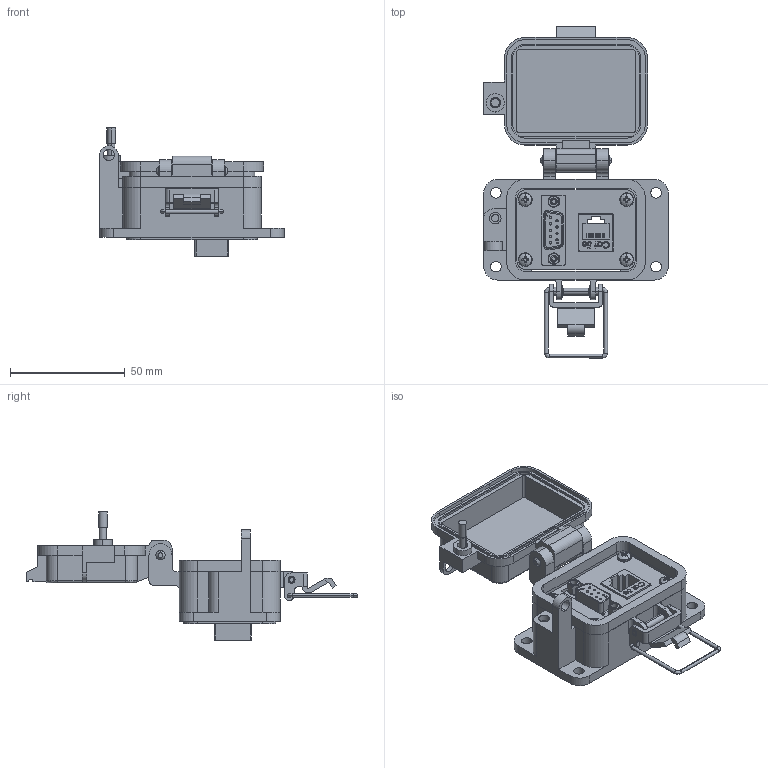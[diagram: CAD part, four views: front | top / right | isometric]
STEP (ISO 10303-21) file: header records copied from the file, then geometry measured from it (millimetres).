
FILE_DESCRIPTION (( 'STEP AP203' ), '1' );
FILE_NAME ('P-Q3R2-B3RX_3D.STEP', '2021-02-02T16:12:28', ( '' ), ( '' ), 'SwSTEP 2.0', 'SolidWorks 2019', '' );
FILE_SCHEMA (( 'CONFIG_CONTROL_DESIGN' ));
Length unit declared in the file: millimetre
Products named in the file (11): P-Q3R2-B3RX_BP240_1; P-Q3R2-B3RX_3D; Q3; Z-300-RJ45CAT5; 92005A124_METRIC PAN HEAD PHILLIPS MACHINE SCREW_92005A124; -B3; P-Q3R2-B3RX_TP060_1; Z-H-B3_B; P-Q3R2-B3RX_FP060_1; Z-000-4243316TFP; R2
Assembly tree (14 placements, depth 3):
  P-Q3R2-B3RX_3D
    P-Q3R2-B3RX_BP240_1
    P-Q3R2-B3RX_TP060_1
    Z-000-4243316TFP  x2
    Q3
    P-Q3R2-B3RX_FP060_1
    R2
      Z-300-RJ45CAT5
    -B3
      Z-H-B3_B
    92005A124_METRIC PAN HEAD PHILLIPS MACHINE SCREW_92005A124  x4
Bounding box: 80.57 x 144.93 x 55.98 mm (x, y, z)
Volume: 65202.7 mm3; surface area: 55503.7 mm2
Topology: 27 solids, 27 shells, 2313 faces, 6365 edges, 4184 vertices
Faces by surface type: cylinder 992, plane 852, bspline 323, cone 122, torus 16, sphere 8
Entity records: 68752 total; most frequent: CARTESIAN_POINT 26717, ORIENTED_EDGE 9232, DIRECTION 7381, EDGE_CURVE 4616, VERTEX_POINT 3027, VECTOR 2687, LINE 2687, AXIS2_PLACEMENT_3D 2347
